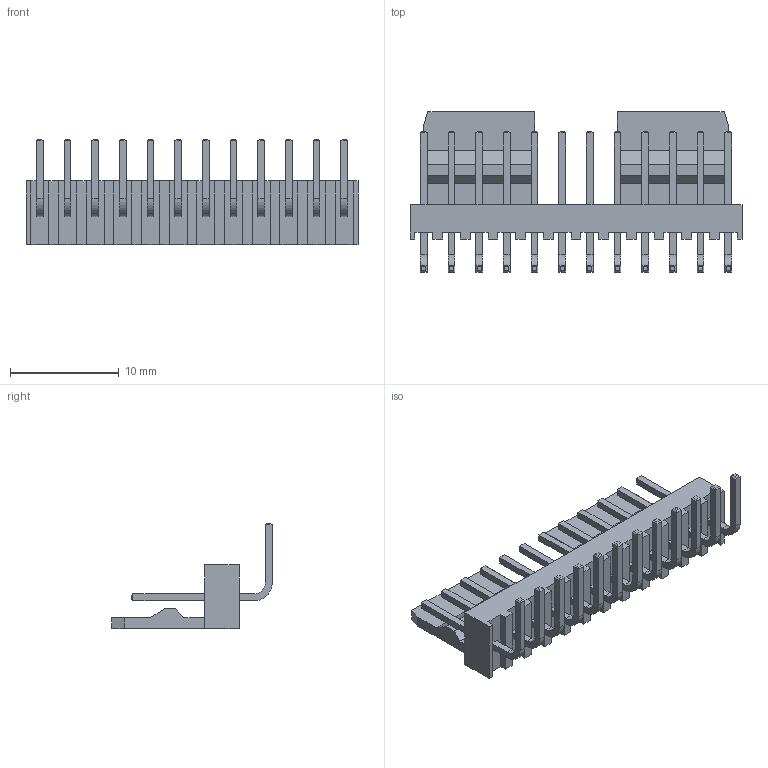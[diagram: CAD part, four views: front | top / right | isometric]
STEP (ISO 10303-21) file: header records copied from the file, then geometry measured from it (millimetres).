
FILE_DESCRIPTION((''),'2;1');
FILE_NAME('022057128','2012-02-15T',('gga'),(''),'PRO/ENGINEER BY PARAMETRIC TECHNOLOGY CORPORATION, 2003451','PRO/ENGINEER BY PARAMETRIC TECHNOLOGY CORPORATION, 2003451','');
FILE_SCHEMA(('CONFIG_CONTROL_DESIGN'));
Length unit declared in the file: millimetre
Products named in the file (1): 022057128
Bounding box: 30.48 x 14.74 x 9.64 mm (x, y, z)
Volume: 765.3 mm3; surface area: 1592.3 mm2
Topology: 1 solids, 1 shells, 391 faces, 991 edges, 638 vertices
Faces by surface type: plane 367, cylinder 24
Entity records: 11478 total; most frequent: CARTESIAN_POINT 1996, ORIENTED_EDGE 1932, DIRECTION 1849, EDGE_CURVE 966, VECTOR 919, LINE 919, VERTEX_POINT 612, AXIS2_PLACEMENT_3D 465
